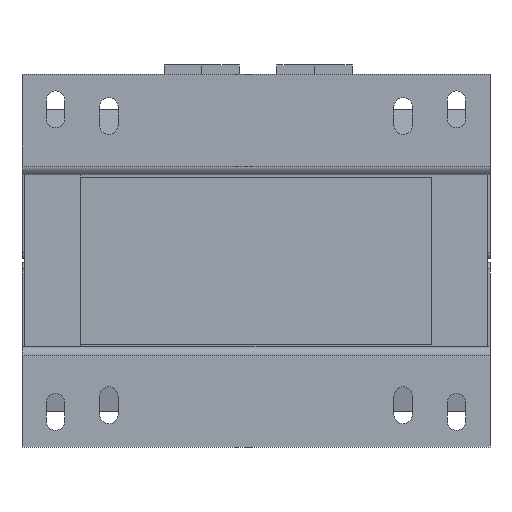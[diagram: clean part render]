
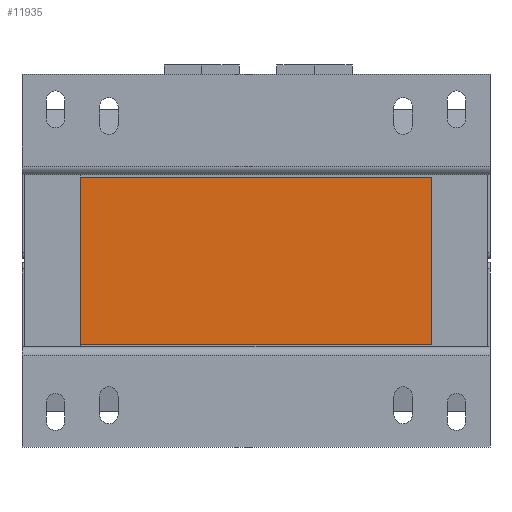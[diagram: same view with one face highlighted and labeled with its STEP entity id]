
A CAD part, front view. The second image highlights one B-rep face of the part: STEP entity #11935.
In plain terms, the highlighted planar face has unit normal (0, -1, 0).
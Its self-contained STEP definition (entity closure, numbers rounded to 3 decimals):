
#694 = VECTOR ( 'NONE', #10281, 1000. ) ;
#1023 = VECTOR ( 'NONE', #9591, 1000. ) ;
#1261 = CARTESIAN_POINT ( 'NONE',  ( 105., -175., 50. ) ) ;
#1351 = CARTESIAN_POINT ( 'NONE',  ( 105., -175., -50. ) ) ;
#1481 = LINE ( 'NONE', #11378, #7872 ) ;
#2107 = EDGE_CURVE ( 'Defeature ausgef�hrt1_11+Defeature ausgef�hrt1_8+Defeature ausgef�hrt1_10+Defeature ausgef�hrt1_9', #4085, #12706, #12503, .T. ) ;
#2270 = ORIENTED_EDGE ( 'NONE', *, *, #15249, .T. ) ;
#2318 = CARTESIAN_POINT ( 'NONE',  ( 105., -175., 50. ) ) ;
#2383 = LINE ( 'NONE', #2318, #694 ) ;
#2564 = PLANE ( 'NONE',  #14485 ) ;
#2802 = DIRECTION ( 'NONE',  ( 0., 1., 0. ) ) ;
#3225 = EDGE_LOOP ( 'NONE', ( #2270, #13728, #8088, #14903 ) ) ;
#3911 = EDGE_CURVE ( 'Defeature ausgef�hrt1_10+Defeature ausgef�hrt1_11+Defeature ausgef�hrt1_8+Defeature ausgef�hrt1_7', #4085, #9704, #2383, .T. ) ;
#4085 = VERTEX_POINT ( 'NONE', #17638 ) ;
#5508 = EDGE_CURVE ( 'Defeature ausgef�hrt1_7+Defeature ausgef�hrt1_11+Defeature ausgef�hrt1_10+Defeature ausgef�hrt1_9', #9704, #14386, #1481, .T. ) ;
#5601 = CARTESIAN_POINT ( 'NONE',  ( 105., -175., -50. ) ) ;
#5859 = CARTESIAN_POINT ( 'NONE',  ( -105., -175., -50. ) ) ;
#6090 = VECTOR ( 'NONE', #8735, 1000. ) ;
#7476 = CARTESIAN_POINT ( 'NONE',  ( -105., -175., 50. ) ) ;
#7872 = VECTOR ( 'NONE', #9036, 1000. ) ;
#8088 = ORIENTED_EDGE ( 'NONE', *, *, #3911, .F. ) ;
#8735 = DIRECTION ( 'NONE',  ( 0., 0., -1. ) ) ;
#9036 = DIRECTION ( 'NONE',  ( 0., 0., -1. ) ) ;
#9591 = DIRECTION ( 'NONE',  ( 1., 0., 0. ) ) ;
#9704 = VERTEX_POINT ( 'NONE', #15151 ) ;
#10281 = DIRECTION ( 'NONE',  ( 1., 0., 0. ) ) ;
#11378 = CARTESIAN_POINT ( 'NONE',  ( 105., -175., 50. ) ) ;
#11935 = ADVANCED_FACE ( 'Defeature ausgef�hrt1_11', ( #16709 ), #2564, .F. ) ;
#12503 = LINE ( 'NONE', #7476, #6090 ) ;
#12706 = VERTEX_POINT ( 'NONE', #5859 ) ;
#12756 = LINE ( 'NONE', #5601, #1023 ) ;
#13728 = ORIENTED_EDGE ( 'NONE', *, *, #5508, .F. ) ;
#14386 = VERTEX_POINT ( 'NONE', #1351 ) ;
#14485 = AXIS2_PLACEMENT_3D ( 'NONE', #1261, #2802, #14874 ) ;
#14874 = DIRECTION ( 'NONE',  ( 0., 0., 1. ) ) ;
#14903 = ORIENTED_EDGE ( 'NONE', *, *, #2107, .T. ) ;
#15151 = CARTESIAN_POINT ( 'NONE',  ( 105., -175., 50. ) ) ;
#15249 = EDGE_CURVE ( 'Defeature ausgef�hrt1_11+Defeature ausgef�hrt1_9+Defeature ausgef�hrt1_8+Defeature ausgef�hrt1_7', #12706, #14386, #12756, .T. ) ;
#16709 = FACE_OUTER_BOUND ( 'NONE', #3225, .T. ) ;
#17638 = CARTESIAN_POINT ( 'NONE',  ( -105., -175., 50. ) ) ;
